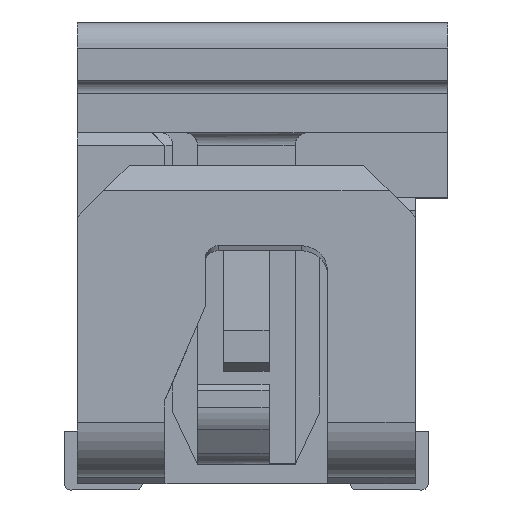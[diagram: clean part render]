
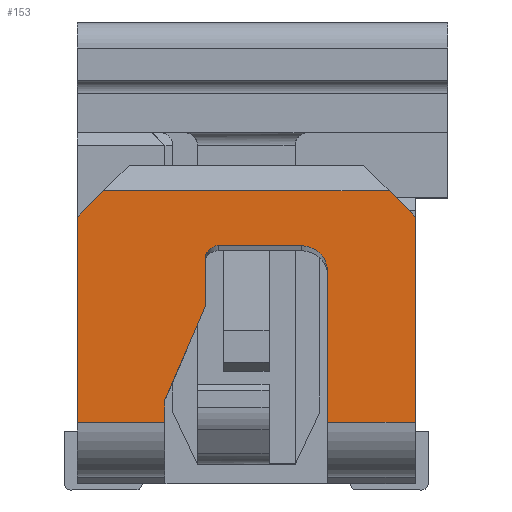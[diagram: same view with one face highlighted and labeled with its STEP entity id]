
A CAD part, left-side view. The second image highlights one B-rep face of the part: STEP entity #153.
In plain terms, the highlighted planar face has unit normal (-1, 0, 0).
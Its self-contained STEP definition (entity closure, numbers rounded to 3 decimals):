
#153 = ADVANCED_FACE ( 'NONE', ( #2446 ), #8870, .F. ) ;
#242 = CARTESIAN_POINT ( 'NONE',  ( -1.9, -2.6, 0.47 ) ) ;
#1001 = LINE ( 'NONE', #13457, #2815 ) ;
#1249 = DIRECTION ( 'NONE',  ( 0., -1., 0. ) ) ;
#1337 = CARTESIAN_POINT ( 'NONE',  ( -1.9, -2.6, 2.251 ) ) ;
#1364 = CARTESIAN_POINT ( 'NONE',  ( -1.9, -1.821, 1.805 ) ) ;
#1399 = CARTESIAN_POINT ( 'NONE',  ( -1.9, -1.085, 1.829 ) ) ;
#1447 = VERTEX_POINT ( 'NONE', #4017 ) ;
#1456 = CARTESIAN_POINT ( 'NONE',  ( -1.9, -1.916, 1.691 ) ) ;
#1495 = LINE ( 'NONE', #10185, #17325 ) ;
#1708 = EDGE_CURVE ( 'NONE', #10397, #6403, #6481, .T. ) ;
#1727 = DIRECTION ( 'NONE',  ( 0., 0., -1. ) ) ;
#1737 = VECTOR ( 'NONE', #16634, 1000. ) ;
#1792 = ORIENTED_EDGE ( 'NONE', *, *, #13363, .F. ) ;
#1805 = ORIENTED_EDGE ( 'NONE', *, *, #6467, .F. ) ;
#1824 = EDGE_CURVE ( 'NONE', #12938, #1447, #6572, .T. ) ;
#2008 = DIRECTION ( 'NONE',  ( 0., -0.707, -0.707 ) ) ;
#2057 = CARTESIAN_POINT ( 'NONE',  ( -1.9, -0.985, 1.729 ) ) ;
#2077 = ORIENTED_EDGE ( 'NONE', *, *, #6733, .T. ) ;
#2169 = ORIENTED_EDGE ( 'NONE', *, *, #14689, .F. ) ;
#2403 =( BOUNDED_CURVE ( )  B_SPLINE_CURVE ( 3, ( #10125, #12963, #17006, #16824 ),
 .UNSPECIFIED., .F., .F. ) 
 B_SPLINE_CURVE_WITH_KNOTS ( ( 4, 4 ),
 ( 4.712, 6.283 ),
 .UNSPECIFIED. ) 
 CURVE ( )  GEOMETRIC_REPRESENTATION_ITEM ( )  RATIONAL_B_SPLINE_CURVE ( ( 1., 0.805, 0.805, 1. ) ) 
 REPRESENTATION_ITEM ( '' )  );
#2446 = FACE_OUTER_BOUND ( 'NONE', #16401, .T. ) ;
#2731 = CARTESIAN_POINT ( 'NONE',  ( -1.9, -1.842, 1.792 ) ) ;
#2815 = VECTOR ( 'NONE', #6589, 1000. ) ;
#2981 = ORIENTED_EDGE ( 'NONE', *, *, #1708, .F. ) ;
#2999 = ORIENTED_EDGE ( 'NONE', *, *, #13699, .T. ) ;
#3003 = CARTESIAN_POINT ( 'NONE',  ( -1.9, -1.925, 1.049 ) ) ;
#3223 = DIRECTION ( 'NONE',  ( 0., -1., 0. ) ) ;
#3351 = EDGE_CURVE ( 'NONE', #10397, #12900, #1495, .T. ) ;
#3377 = CARTESIAN_POINT ( 'NONE',  ( -1.9, -2.499, 2.151 ) ) ;
#3466 = VECTOR ( 'NONE', #7029, 1000. ) ;
#3846 = EDGE_CURVE ( 'NONE', #9428, #11477, #14564, .T. ) ;
#4017 = CARTESIAN_POINT ( 'NONE',  ( -1.9, -1.725, 1.829 ) ) ;
#4166 = DIRECTION ( 'NONE',  ( 0., 0., 1. ) ) ;
#4902 = LINE ( 'NONE', #16079, #7605 ) ;
#4993 = CARTESIAN_POINT ( 'NONE',  ( -1.9, -0.985, 1.36 ) ) ;
#5026 = ORIENTED_EDGE ( 'NONE', *, *, #7547, .T. ) ;
#5085 = VERTEX_POINT ( 'NONE', #14658 ) ;
#5550 = LINE ( 'NONE', #1337, #7141 ) ;
#5575 = CARTESIAN_POINT ( 'NONE',  ( -1.9, -1.922, 1.666 ) ) ;
#5748 = CARTESIAN_POINT ( 'NONE',  ( -1.9, -0.101, 2.151 ) ) ;
#5847 = LINE ( 'NONE', #14271, #13270 ) ;
#6403 = VERTEX_POINT ( 'NONE', #17869 ) ;
#6466 = CARTESIAN_POINT ( 'NONE',  ( -1.9, -2.399, 2.251 ) ) ;
#6467 = EDGE_CURVE ( 'NONE', #11178, #5085, #15552, .T. ) ;
#6481 = LINE ( 'NONE', #10682, #15987 ) ;
#6492 = ORIENTED_EDGE ( 'NONE', *, *, #10466, .F. ) ;
#6541 = EDGE_CURVE ( 'NONE', #12877, #12900, #5847, .T. ) ;
#6572 = LINE ( 'NONE', #12241, #16300 ) ;
#6589 = DIRECTION ( 'NONE',  ( 0., 0., -1. ) ) ;
#6733 = EDGE_CURVE ( 'NONE', #15767, #11477, #10851, .T. ) ;
#6760 = EDGE_CURVE ( 'NONE', #9428, #18142, #5550, .T. ) ;
#6765 = CARTESIAN_POINT ( 'NONE',  ( -1.9, -1.887, 1.748 ) ) ;
#6854 = CARTESIAN_POINT ( 'NONE',  ( -1.9, -1.725, 1.829 ) ) ;
#6950 = CARTESIAN_POINT ( 'NONE',  ( -1.9, -1.809, 1.811 ) ) ;
#7014 = CARTESIAN_POINT ( 'NONE',  ( -1.9, -2.6, 1.26 ) ) ;
#7029 = DIRECTION ( 'NONE',  ( 0., -0.707, 0.707 ) ) ;
#7039 = CARTESIAN_POINT ( 'NONE',  ( -1.9, -1.925, 1.641 ) ) ;
#7069 = VERTEX_POINT ( 'NONE', #4993 ) ;
#7106 = VECTOR ( 'NONE', #2008, 1000. ) ;
#7128 = CARTESIAN_POINT ( 'NONE',  ( -1.9, -1.725, 1.829 ) ) ;
#7141 = VECTOR ( 'NONE', #13618, 1000. ) ;
#7547 = EDGE_CURVE ( 'NONE', #1447, #5085, #16581, .T. ) ;
#7558 = CARTESIAN_POINT ( 'NONE',  ( -1.9, -1.925, 0.47 ) ) ;
#7605 = VECTOR ( 'NONE', #8177, 1000. ) ;
#7853 = DIRECTION ( 'NONE',  ( 0., 0., 1. ) ) ;
#7930 = DIRECTION ( 'NONE',  ( 1., 0., 0. ) ) ;
#8140 = CARTESIAN_POINT ( 'NONE',  ( -1.9, -1.901, 1.726 ) ) ;
#8177 = DIRECTION ( 'NONE',  ( 0., 0.397, -0.918 ) ) ;
#8223 = CARTESIAN_POINT ( 'NONE',  ( -1.9, -1.726, 1.829 ) ) ;
#8278 = CARTESIAN_POINT ( 'NONE',  ( -1.9, -1.925, 0.47 ) ) ;
#8465 = LINE ( 'NONE', #8278, #1737 ) ;
#8870 = PLANE ( 'NONE',  #15366 ) ;
#9153 = ORIENTED_EDGE ( 'NONE', *, *, #1824, .T. ) ;
#9428 = VERTEX_POINT ( 'NONE', #6466 ) ;
#9602 = CARTESIAN_POINT ( 'NONE',  ( -1.9, -1.726, 1.829 ) ) ;
#9726 = ORIENTED_EDGE ( 'NONE', *, *, #3846, .F. ) ;
#9779 = CARTESIAN_POINT ( 'NONE',  ( -1.9, -1.906, 1.714 ) ) ;
#9961 = CARTESIAN_POINT ( 'NONE',  ( -1.9, -1.925, 1.628 ) ) ;
#10125 = CARTESIAN_POINT ( 'NONE',  ( -1.9, -0.985, 1.729 ) ) ;
#10143 = DIRECTION ( 'NONE',  ( 0., 0., 1. ) ) ;
#10185 = CARTESIAN_POINT ( 'NONE',  ( -1.9, 0., 0.47 ) ) ;
#10335 = VECTOR ( 'NONE', #10143, 1000. ) ;
#10345 = CARTESIAN_POINT ( 'NONE',  ( -1.9, -2.6, 2.05 ) ) ;
#10397 = VERTEX_POINT ( 'NONE', #15013 ) ;
#10466 = EDGE_CURVE ( 'NONE', #14684, #7069, #1001, .T. ) ;
#10682 = CARTESIAN_POINT ( 'NONE',  ( -1.9, 0., 1.26 ) ) ;
#10851 = LINE ( 'NONE', #7014, #16228 ) ;
#11136 = EDGE_CURVE ( 'NONE', #14684, #12938, #2403, .T. ) ;
#11178 = VERTEX_POINT ( 'NONE', #7558 ) ;
#11339 = CARTESIAN_POINT ( 'NONE',  ( -1.9, -1.862, 1.776 ) ) ;
#11477 = VERTEX_POINT ( 'NONE', #10345 ) ;
#11964 = ORIENTED_EDGE ( 'NONE', *, *, #3351, .T. ) ;
#12089 = ORIENTED_EDGE ( 'NONE', *, *, #6760, .T. ) ;
#12241 = CARTESIAN_POINT ( 'NONE',  ( -1.9, -1.405, 1.829 ) ) ;
#12877 = VERTEX_POINT ( 'NONE', #16422 ) ;
#12900 = VERTEX_POINT ( 'NONE', #13936 ) ;
#12938 = VERTEX_POINT ( 'NONE', #1399 ) ;
#12963 = CARTESIAN_POINT ( 'NONE',  ( -1.9, -0.985, 1.788 ) ) ;
#13270 = VECTOR ( 'NONE', #1727, 1000. ) ;
#13363 = EDGE_CURVE ( 'NONE', #6403, #18142, #18030, .T. ) ;
#13457 = CARTESIAN_POINT ( 'NONE',  ( -1.9, -0.985, 1.544 ) ) ;
#13522 = CARTESIAN_POINT ( 'NONE',  ( -1.9, -2.6, 0. ) ) ;
#13618 = DIRECTION ( 'NONE',  ( 0., 1., 0. ) ) ;
#13699 = EDGE_CURVE ( 'NONE', #11178, #15767, #8465, .T. ) ;
#13808 = CARTESIAN_POINT ( 'NONE',  ( -1.9, -1.787, 1.82 ) ) ;
#13936 = CARTESIAN_POINT ( 'NONE',  ( -1.9, -0.675, 0.47 ) ) ;
#13997 = CARTESIAN_POINT ( 'NONE',  ( -1.9, -1.871, 1.767 ) ) ;
#14084 = CARTESIAN_POINT ( 'NONE',  ( -1.9, -1.751, 1.828 ) ) ;
#14271 = CARTESIAN_POINT ( 'NONE',  ( -1.9, -0.675, 0.557 ) ) ;
#14564 = LINE ( 'NONE', #3377, #7106 ) ;
#14658 = CARTESIAN_POINT ( 'NONE',  ( -1.9, -1.925, 1.628 ) ) ;
#14684 = VERTEX_POINT ( 'NONE', #2057 ) ;
#14689 = EDGE_CURVE ( 'NONE', #7069, #12877, #4902, .T. ) ;
#14863 = ORIENTED_EDGE ( 'NONE', *, *, #6541, .F. ) ;
#14964 = CARTESIAN_POINT ( 'NONE',  ( -1.9, -0.201, 2.251 ) ) ;
#15013 = CARTESIAN_POINT ( 'NONE',  ( -1.9, 0., 0.47 ) ) ;
#15366 = AXIS2_PLACEMENT_3D ( 'NONE', #13522, #7930, #16451 ) ;
#15552 = LINE ( 'NONE', #3003, #10335 ) ;
#15767 = VERTEX_POINT ( 'NONE', #242 ) ;
#15987 = VECTOR ( 'NONE', #7853, 1000. ) ;
#16079 = CARTESIAN_POINT ( 'NONE',  ( -1.9, -0.83, 1.002 ) ) ;
#16228 = VECTOR ( 'NONE', #4166, 1000. ) ;
#16300 = VECTOR ( 'NONE', #1249, 1000. ) ;
#16401 = EDGE_LOOP ( 'NONE', ( #9153, #5026, #1805, #2999, #2077, #9726, #12089, #1792, #2981, #11964, #14863, #2169, #6492, #17641 ) ) ;
#16422 = CARTESIAN_POINT ( 'NONE',  ( -1.9, -0.675, 0.644 ) ) ;
#16451 = DIRECTION ( 'NONE',  ( 0., 1., 0. ) ) ;
#16581 = B_SPLINE_CURVE_WITH_KNOTS ( 'NONE', 5,
 ( #6854, #7128, #8223, #9602, #18136, #14084, #16851, #13808, #6950, #1364, #2731, #11339, #13997, #6765, #8140, #9779, #1456, #5575, #18043, #7039, #9961 ),
 .UNSPECIFIED., .F., .F.,
 ( 6, 3, 3, 3, 3, 3, 6 ),
 ( -0.444, -0.442, -0.357, -0.268, -0.179, -0.089, 0. ),
 .UNSPECIFIED. ) ;
#16634 = DIRECTION ( 'NONE',  ( 0., -1., 0. ) ) ;
#16824 = CARTESIAN_POINT ( 'NONE',  ( -1.9, -1.085, 1.829 ) ) ;
#16851 = CARTESIAN_POINT ( 'NONE',  ( -1.9, -1.763, 1.826 ) ) ;
#17006 = CARTESIAN_POINT ( 'NONE',  ( -1.9, -1.026, 1.829 ) ) ;
#17325 = VECTOR ( 'NONE', #3223, 1000. ) ;
#17641 = ORIENTED_EDGE ( 'NONE', *, *, #11136, .T. ) ;
#17869 = CARTESIAN_POINT ( 'NONE',  ( -1.9, 0., 2.05 ) ) ;
#18030 = LINE ( 'NONE', #5748, #3466 ) ;
#18043 = CARTESIAN_POINT ( 'NONE',  ( -1.9, -1.924, 1.654 ) ) ;
#18136 = CARTESIAN_POINT ( 'NONE',  ( -1.9, -1.738, 1.829 ) ) ;
#18142 = VERTEX_POINT ( 'NONE', #14964 ) ;
